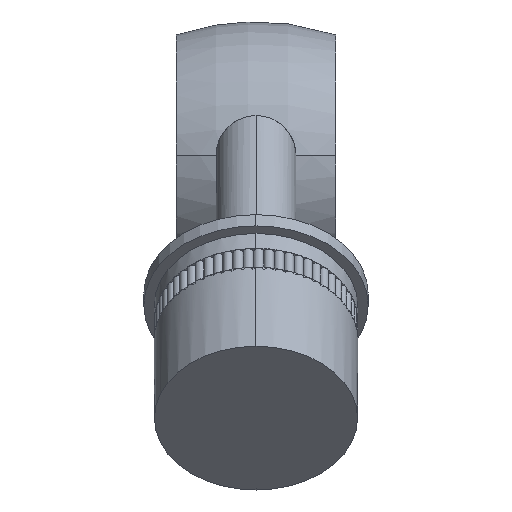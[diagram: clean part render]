
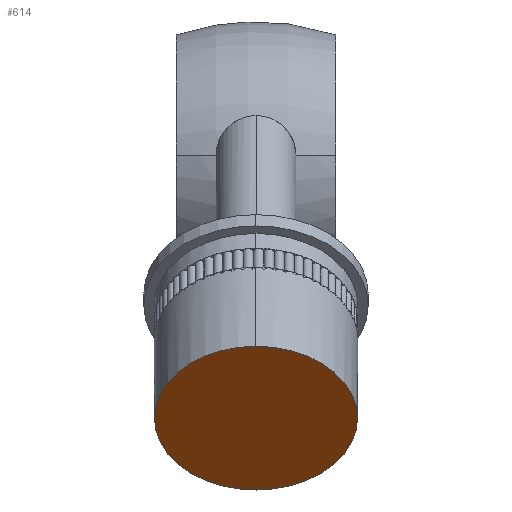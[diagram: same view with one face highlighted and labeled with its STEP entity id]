
A CAD part, left-side view. The second image highlights one B-rep face of the part: STEP entity #614.
In plain terms, the highlighted planar face has unit normal (-0.707, 0, -0.707).
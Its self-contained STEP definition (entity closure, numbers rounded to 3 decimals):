
#546 = CARTESIAN_POINT ( 'NONE',  ( -118.722, 0., -49.353 ) ) ;
#614 = ADVANCED_FACE ( 'NONE', ( #8209 ), #7436, .F. ) ;
#814 = CIRCLE ( 'NONE', #10176, 19.1 ) ;
#1015 = EDGE_LOOP ( 'NONE', ( #1748, #6516 ) ) ;
#1180 = CARTESIAN_POINT ( 'NONE',  ( -118.722, 0., -49.353 ) ) ;
#1615 = CARTESIAN_POINT ( 'NONE',  ( -132.227, 0., -35.847 ) ) ;
#1713 = AXIS2_PLACEMENT_3D ( 'NONE', #1180, #9037, #5903 ) ;
#1748 = ORIENTED_EDGE ( 'NONE', *, *, #5018, .F. ) ;
#1813 = DIRECTION ( 'NONE',  ( 0.707, 0., 0.707 ) ) ;
#2711 = CARTESIAN_POINT ( 'NONE',  ( -105.216, 0., -62.859 ) ) ;
#3410 = AXIS2_PLACEMENT_3D ( 'NONE', #546, #8418, #10072 ) ;
#3470 = CARTESIAN_POINT ( 'NONE',  ( -118.722, 0., -49.353 ) ) ;
#3899 = CIRCLE ( 'NONE', #3410, 19.1 ) ;
#5018 = EDGE_CURVE ( 'NONE', #5150, #7901, #3899, .T. ) ;
#5150 = VERTEX_POINT ( 'NONE', #2711 ) ;
#5766 = DIRECTION ( 'NONE',  ( 0.707, 0., -0.707 ) ) ;
#5903 = DIRECTION ( 'NONE',  ( 0.707, 0., -0.707 ) ) ;
#6516 = ORIENTED_EDGE ( 'NONE', *, *, #7060, .F. ) ;
#7060 = EDGE_CURVE ( 'NONE', #7901, #5150, #814, .T. ) ;
#7436 = PLANE ( 'NONE',  #1713 ) ;
#7901 = VERTEX_POINT ( 'NONE', #1615 ) ;
#8209 = FACE_OUTER_BOUND ( 'NONE', #1015, .T. ) ;
#8418 = DIRECTION ( 'NONE',  ( 0.707, 0., 0.707 ) ) ;
#9037 = DIRECTION ( 'NONE',  ( 0.707, 0., 0.707 ) ) ;
#10072 = DIRECTION ( 'NONE',  ( 0.707, 0., -0.707 ) ) ;
#10176 = AXIS2_PLACEMENT_3D ( 'NONE', #3470, #1813, #5766 ) ;
